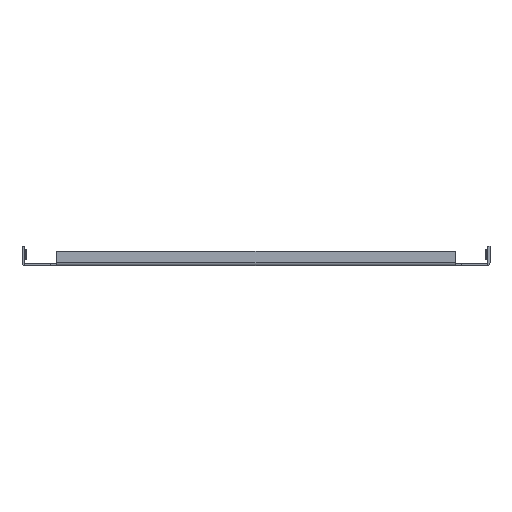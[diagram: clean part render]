
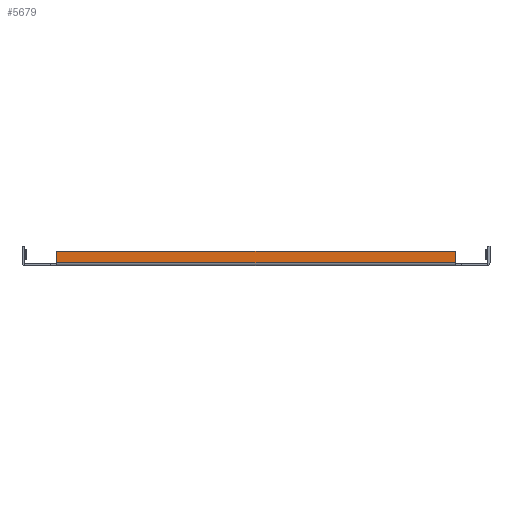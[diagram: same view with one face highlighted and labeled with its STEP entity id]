
A CAD part, front view. The second image highlights one B-rep face of the part: STEP entity #5679.
In plain terms, the highlighted planar face has unit normal (0, -1, 0).
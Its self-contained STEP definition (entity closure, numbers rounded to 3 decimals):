
#191=LINE('',#9537,#395);
#194=LINE('',#9544,#398);
#196=LINE('',#9548,#400);
#197=LINE('',#9549,#401);
#395=VECTOR('',#8011,5.4);
#398=VECTOR('',#8020,185.59);
#400=VECTOR('',#8024,185.59);
#401=VECTOR('',#8025,5.4);
#471=PLANE('',#6409);
#1379=FACE_OUTER_BOUND('',#2273,.T.);
#2273=EDGE_LOOP('',(#5085,#5086,#5087,#5088));
#3289=VERTEX_POINT('',#9535);
#3290=VERTEX_POINT('',#9536);
#3291=VERTEX_POINT('',#9543);
#3292=VERTEX_POINT('',#9547);
#3897=EDGE_CURVE('',#3289,#3290,#191,.T.);
#3902=EDGE_CURVE('',#3291,#3289,#194,.T.);
#3904=EDGE_CURVE('',#3292,#3290,#196,.T.);
#3905=EDGE_CURVE('',#3291,#3292,#197,.T.);
#5085=ORIENTED_EDGE('',*,*,#3904,.F.);
#5086=ORIENTED_EDGE('',*,*,#3905,.F.);
#5087=ORIENTED_EDGE('',*,*,#3902,.T.);
#5088=ORIENTED_EDGE('',*,*,#3897,.T.);
#5679=ADVANCED_FACE('',(#1379),#471,.T.);
#6409=AXIS2_PLACEMENT_3D('',#9546,#8022,#8023);
#8011=DIRECTION('',(0.,0.,-1.));
#8020=DIRECTION('',(-1.,0.,0.));
#8022=DIRECTION('center_axis',(0.,-1.,0.));
#8023=DIRECTION('ref_axis',(0.,0.,-1.));
#8024=DIRECTION('',(-1.,0.,0.));
#8025=DIRECTION('',(0.,0.,-1.));
#9535=CARTESIAN_POINT('',(-92.795,-105.5,6.9));
#9536=CARTESIAN_POINT('',(-92.795,-105.5,1.5));
#9537=CARTESIAN_POINT('',(-92.795,-105.5,6.9));
#9543=CARTESIAN_POINT('',(92.795,-105.5,6.9));
#9544=CARTESIAN_POINT('',(92.795,-105.5,6.9));
#9546=CARTESIAN_POINT('Origin',(92.795,-105.5,6.9));
#9547=CARTESIAN_POINT('',(92.795,-105.5,1.5));
#9548=CARTESIAN_POINT('',(-92.795,-105.5,1.5));
#9549=CARTESIAN_POINT('',(92.795,-105.5,6.9));
